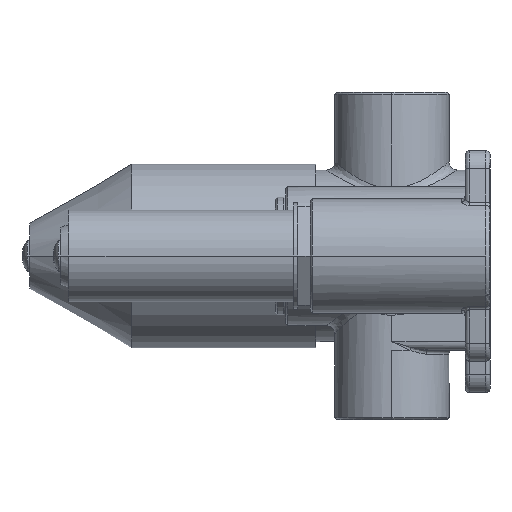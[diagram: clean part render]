
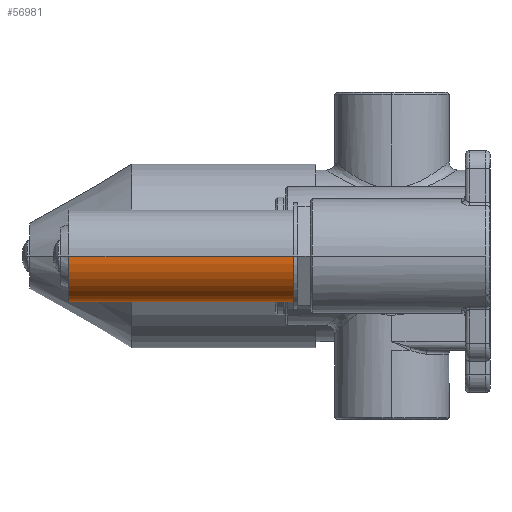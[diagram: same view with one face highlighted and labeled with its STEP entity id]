
A CAD part, left-side view. The second image highlights one B-rep face of the part: STEP entity #56981.
In plain terms, the highlighted cylindrical face has radius 11.25 mm (diameter 22.5 mm), a partial arc.
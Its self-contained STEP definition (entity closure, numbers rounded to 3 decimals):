
#56815=DIRECTION('',(0.,-1.,0.));
#56816=VECTOR('',#56815,55.);
#56817=CARTESIAN_POINT('',(-11.25,56.,0.));
#56818=LINE('',#56817,#56816);
#56819=DIRECTION('',(0.,-1.,0.));
#56820=VECTOR('',#56819,55.);
#56821=CARTESIAN_POINT('',(11.25,56.,0.));
#56822=LINE('',#56821,#56820);
#56823=CARTESIAN_POINT('',(0.,56.,0.));
#56824=DIRECTION('',(0.,-1.,0.));
#56825=DIRECTION('',(-1.,0.,0.));
#56826=AXIS2_PLACEMENT_3D('',#56823,#56824,#56825);
#56838=CARTESIAN_POINT('',(0.,1.,0.));
#56839=DIRECTION('',(0.,-1.,0.));
#56840=DIRECTION('',(-1.,0.,0.));
#56841=AXIS2_PLACEMENT_3D('',#56838,#56839,#56840);
#56917=CARTESIAN_POINT('',(-11.25,56.,0.));
#56918=CARTESIAN_POINT('',(-11.25,1.,0.));
#56919=VERTEX_POINT('',#56917);
#56920=VERTEX_POINT('',#56918);
#56925=CARTESIAN_POINT('',(11.25,56.,0.));
#56926=CARTESIAN_POINT('',(11.25,1.,0.));
#56927=VERTEX_POINT('',#56925);
#56928=VERTEX_POINT('',#56926);
#56967=CARTESIAN_POINT('',(0.,-2.8,0.));
#56968=DIRECTION('',(0.,1.,0.));
#56969=DIRECTION('',(1.,0.,0.));
#56970=AXIS2_PLACEMENT_3D('',#56967,#56968,#56969);
#56971=CYLINDRICAL_SURFACE('',#56970,11.25);
#56973=ORIENTED_EDGE('',*,*,#56972,.T.);
#56975=ORIENTED_EDGE('',*,*,#56974,.T.);
#56977=ORIENTED_EDGE('',*,*,#56976,.F.);
#56978=ORIENTED_EDGE('',*,*,#56954,.F.);
#56979=EDGE_LOOP('',(#56973,#56975,#56977,#56978));
#56980=FACE_OUTER_BOUND('',#56979,.F.);
#56827=CIRCLE('',#56826,11.25);
#56842=CIRCLE('',#56841,11.25);
#56954=EDGE_CURVE('',#56919,#56927,#56827,.T.);
#56972=EDGE_CURVE('',#56919,#56920,#56818,.T.);
#56974=EDGE_CURVE('',#56920,#56928,#56842,.T.);
#56976=EDGE_CURVE('',#56927,#56928,#56822,.T.);
#56981=ADVANCED_FACE('',(#56980),#56971,.T.);
